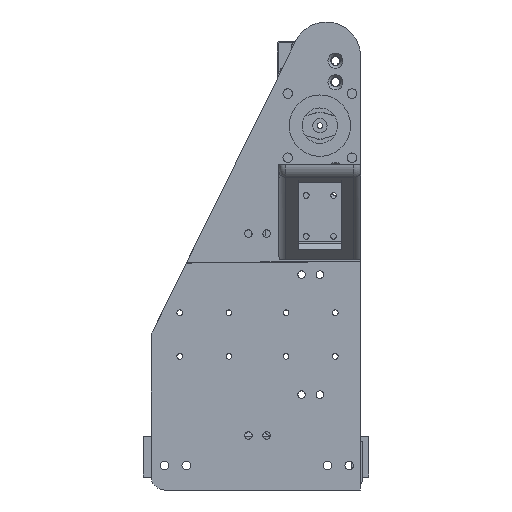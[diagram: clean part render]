
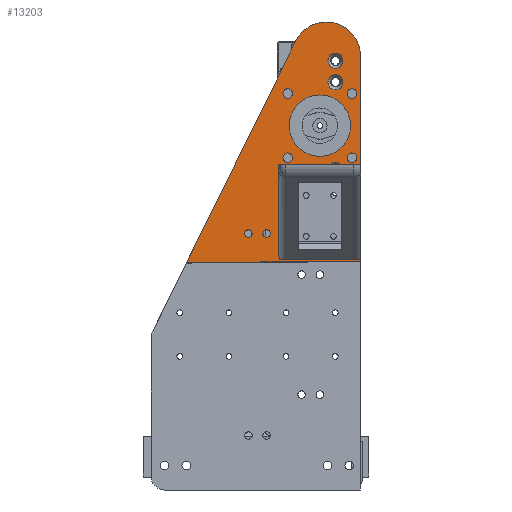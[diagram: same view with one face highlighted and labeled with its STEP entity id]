
A CAD part, left-side view. The second image highlights one B-rep face of the part: STEP entity #13203.
In plain terms, the highlighted face is planar.
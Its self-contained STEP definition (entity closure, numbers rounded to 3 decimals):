
#687=FACE_BOUND('',#2259,.T.);
#688=FACE_BOUND('',#2260,.T.);
#689=FACE_BOUND('',#2261,.T.);
#690=FACE_BOUND('',#2262,.T.);
#691=FACE_BOUND('',#2263,.T.);
#692=FACE_BOUND('',#2264,.T.);
#693=FACE_BOUND('',#2265,.T.);
#694=FACE_BOUND('',#2266,.T.);
#695=FACE_BOUND('',#2267,.T.);
#696=FACE_BOUND('',#2268,.T.);
#697=FACE_BOUND('',#2269,.T.);
#698=FACE_BOUND('',#2270,.T.);
#699=FACE_BOUND('',#2271,.T.);
#700=FACE_BOUND('',#2272,.T.);
#906=CIRCLE('',#14082,5.5);
#909=CIRCLE('',#14086,5.5);
#912=CIRCLE('',#14090,5.5);
#915=CIRCLE('',#14094,5.5);
#919=CIRCLE('',#14099,25.);
#924=CIRCLE('',#14109,2.75);
#926=CIRCLE('',#14112,2.75);
#931=CIRCLE('',#14120,22.5);
#940=CIRCLE('',#14137,2.1);
#941=CIRCLE('',#14139,2.1);
#942=CIRCLE('',#14141,2.1);
#944=CIRCLE('',#14154,3.5);
#945=CIRCLE('',#14156,3.5);
#946=CIRCLE('',#14158,3.5);
#947=CIRCLE('',#14160,3.5);
#1505=FACE_OUTER_BOUND('',#2258,.T.);
#2258=EDGE_LOOP('',(#9375,#9376,#9377,#9378));
#2259=EDGE_LOOP('',(#9379));
#2260=EDGE_LOOP('',(#9380));
#2261=EDGE_LOOP('',(#9381));
#2262=EDGE_LOOP('',(#9382));
#2263=EDGE_LOOP('',(#9383));
#2264=EDGE_LOOP('',(#9384));
#2265=EDGE_LOOP('',(#9385));
#2266=EDGE_LOOP('',(#9386));
#2267=EDGE_LOOP('',(#9387));
#2268=EDGE_LOOP('',(#9388));
#2269=EDGE_LOOP('',(#9389));
#2270=EDGE_LOOP('',(#9390));
#2271=EDGE_LOOP('',(#9391));
#2272=EDGE_LOOP('',(#9392));
#3215=LINE('',#19915,#4540);
#3216=LINE('',#19916,#4541);
#3217=LINE('',#19917,#4542);
#4540=VECTOR('',#15861,10.);
#4541=VECTOR('',#15862,10.);
#4542=VECTOR('',#15863,10.);
#5808=VERTEX_POINT('',#19722);
#5811=VERTEX_POINT('',#19730);
#5814=VERTEX_POINT('',#19738);
#5817=VERTEX_POINT('',#19746);
#5822=VERTEX_POINT('',#19757);
#5823=VERTEX_POINT('',#19759);
#5828=VERTEX_POINT('',#19779);
#5830=VERTEX_POINT('',#19785);
#5835=VERTEX_POINT('',#19800);
#5846=VERTEX_POINT('',#19831);
#5847=VERTEX_POINT('',#19835);
#5848=VERTEX_POINT('',#19839);
#5866=VERTEX_POINT('',#19897);
#5867=VERTEX_POINT('',#19901);
#5868=VERTEX_POINT('',#19905);
#5869=VERTEX_POINT('',#19909);
#5870=VERTEX_POINT('',#19913);
#5871=VERTEX_POINT('',#19914);
#7135=EDGE_CURVE('',#5808,#5808,#906,.T.);
#7139=EDGE_CURVE('',#5811,#5811,#909,.T.);
#7143=EDGE_CURVE('',#5814,#5814,#912,.T.);
#7147=EDGE_CURVE('',#5817,#5817,#915,.T.);
#7153=EDGE_CURVE('',#5822,#5823,#919,.T.);
#7163=EDGE_CURVE('',#5828,#5828,#924,.T.);
#7166=EDGE_CURVE('',#5830,#5830,#926,.T.);
#7173=EDGE_CURVE('',#5835,#5835,#931,.T.);
#7185=EDGE_CURVE('',#5846,#5846,#940,.T.);
#7187=EDGE_CURVE('',#5847,#5847,#941,.T.);
#7189=EDGE_CURVE('',#5848,#5848,#942,.T.);
#7218=EDGE_CURVE('',#5866,#5866,#944,.T.);
#7220=EDGE_CURVE('',#5867,#5867,#945,.T.);
#7222=EDGE_CURVE('',#5868,#5868,#946,.T.);
#7224=EDGE_CURVE('',#5869,#5869,#947,.T.);
#7226=EDGE_CURVE('',#5870,#5871,#3215,.T.);
#7227=EDGE_CURVE('',#5823,#5871,#3216,.T.);
#7228=EDGE_CURVE('',#5870,#5822,#3217,.T.);
#9375=ORIENTED_EDGE('',*,*,#7226,.T.);
#9376=ORIENTED_EDGE('',*,*,#7227,.F.);
#9377=ORIENTED_EDGE('',*,*,#7153,.F.);
#9378=ORIENTED_EDGE('',*,*,#7228,.F.);
#9379=ORIENTED_EDGE('',*,*,#7135,.T.);
#9380=ORIENTED_EDGE('',*,*,#7139,.T.);
#9381=ORIENTED_EDGE('',*,*,#7143,.T.);
#9382=ORIENTED_EDGE('',*,*,#7147,.T.);
#9383=ORIENTED_EDGE('',*,*,#7224,.T.);
#9384=ORIENTED_EDGE('',*,*,#7222,.T.);
#9385=ORIENTED_EDGE('',*,*,#7220,.T.);
#9386=ORIENTED_EDGE('',*,*,#7218,.T.);
#9387=ORIENTED_EDGE('',*,*,#7163,.T.);
#9388=ORIENTED_EDGE('',*,*,#7166,.T.);
#9389=ORIENTED_EDGE('',*,*,#7185,.T.);
#9390=ORIENTED_EDGE('',*,*,#7187,.T.);
#9391=ORIENTED_EDGE('',*,*,#7189,.T.);
#9392=ORIENTED_EDGE('',*,*,#7173,.T.);
#12725=PLANE('',#14161);
#13203=ADVANCED_FACE('',(#1505,#687,#688,#689,#690,#691,#692,#693,#694,
#695,#696,#697,#698,#699,#700),#12725,.F.);
#14082=AXIS2_PLACEMENT_3D('',#19723,#15652,#15653);
#14086=AXIS2_PLACEMENT_3D('',#19731,#15661,#15662);
#14090=AXIS2_PLACEMENT_3D('',#19739,#15670,#15671);
#14094=AXIS2_PLACEMENT_3D('',#19747,#15679,#15680);
#14099=AXIS2_PLACEMENT_3D('',#19760,#15691,#15692);
#14109=AXIS2_PLACEMENT_3D('',#19780,#15716,#15717);
#14112=AXIS2_PLACEMENT_3D('',#19786,#15723,#15724);
#14120=AXIS2_PLACEMENT_3D('',#19801,#15741,#15742);
#14137=AXIS2_PLACEMENT_3D('',#19832,#15778,#15779);
#14139=AXIS2_PLACEMENT_3D('',#19836,#15783,#15784);
#14141=AXIS2_PLACEMENT_3D('',#19840,#15788,#15789);
#14154=AXIS2_PLACEMENT_3D('',#19898,#15841,#15842);
#14156=AXIS2_PLACEMENT_3D('',#19902,#15846,#15847);
#14158=AXIS2_PLACEMENT_3D('',#19906,#15851,#15852);
#14160=AXIS2_PLACEMENT_3D('',#19910,#15856,#15857);
#14161=AXIS2_PLACEMENT_3D('',#19912,#15859,#15860);
#15652=DIRECTION('center_axis',(-1.,0.,0.));
#15653=DIRECTION('ref_axis',(0.,-1.,0.));
#15661=DIRECTION('center_axis',(-1.,0.,0.));
#15662=DIRECTION('ref_axis',(0.,-1.,0.));
#15670=DIRECTION('center_axis',(-1.,0.,0.));
#15671=DIRECTION('ref_axis',(0.,-1.,0.));
#15679=DIRECTION('center_axis',(-1.,0.,0.));
#15680=DIRECTION('ref_axis',(0.,-1.,0.));
#15691=DIRECTION('center_axis',(-1.,0.,0.));
#15692=DIRECTION('ref_axis',(0.,0.897,-0.442));
#15716=DIRECTION('center_axis',(-1.,0.,0.));
#15717=DIRECTION('ref_axis',(0.,-1.,0.));
#15723=DIRECTION('center_axis',(-1.,0.,0.));
#15724=DIRECTION('ref_axis',(0.,-1.,0.));
#15741=DIRECTION('center_axis',(-1.,0.,0.));
#15742=DIRECTION('ref_axis',(0.,-1.,0.));
#15778=DIRECTION('center_axis',(-1.,0.,0.));
#15779=DIRECTION('ref_axis',(0.,-1.,0.));
#15783=DIRECTION('center_axis',(-1.,0.,0.));
#15784=DIRECTION('ref_axis',(0.,-1.,0.));
#15788=DIRECTION('center_axis',(-1.,0.,0.));
#15789=DIRECTION('ref_axis',(0.,-1.,0.));
#15841=DIRECTION('center_axis',(-1.,0.,0.));
#15842=DIRECTION('ref_axis',(0.,-1.,0.));
#15846=DIRECTION('center_axis',(-1.,0.,0.));
#15847=DIRECTION('ref_axis',(0.,-1.,0.));
#15851=DIRECTION('center_axis',(-1.,0.,0.));
#15852=DIRECTION('ref_axis',(0.,-1.,0.));
#15856=DIRECTION('center_axis',(-1.,0.,0.));
#15857=DIRECTION('ref_axis',(0.,-1.,0.));
#15859=DIRECTION('center_axis',(-1.,0.,0.));
#15860=DIRECTION('ref_axis',(0.,1.,0.));
#15861=DIRECTION('',(0.,-1.,-0.009));
#15862=DIRECTION('',(0.,0.,1.));
#15863=DIRECTION('',(0.,-0.442,-0.897));
#19722=CARTESIAN_POINT('',(370.4,-186.75,-174.996));
#19723=CARTESIAN_POINT('Origin',(370.4,-192.25,-174.996));
#19730=CARTESIAN_POINT('',(370.4,-186.75,-110.871));
#19731=CARTESIAN_POINT('Origin',(370.4,-192.25,-110.871));
#19738=CARTESIAN_POINT('',(370.4,-186.75,-190.871));
#19739=CARTESIAN_POINT('Origin',(370.4,-192.25,-190.871));
#19746=CARTESIAN_POINT('',(370.4,-186.75,-94.996));
#19747=CARTESIAN_POINT('Origin',(370.4,-192.25,-94.996));
#19757=CARTESIAN_POINT('',(370.4,-163.121,-205.332));
#19759=CARTESIAN_POINT('',(370.4,-210.546,-194.499));
#19760=CARTESIAN_POINT('Origin',(370.4,-185.547,-194.285));
#19779=CARTESIAN_POINT('',(370.4,-139.,-64.));
#19780=CARTESIAN_POINT('Origin',(370.4,-141.75,-64.));
#19785=CARTESIAN_POINT('',(370.4,-125.6,-64.));
#19786=CARTESIAN_POINT('Origin',(370.4,-128.35,-64.));
#19800=CARTESIAN_POINT('',(370.4,-158.292,-143.235));
#19801=CARTESIAN_POINT('Origin',(370.4,-180.792,-143.235));
#19831=CARTESIAN_POINT('',(370.4,-188.692,-62.035));
#19832=CARTESIAN_POINT('Origin',(370.4,-190.792,-62.035));
#19835=CARTESIAN_POINT('',(370.4,-168.692,-92.035));
#19836=CARTESIAN_POINT('Origin',(370.4,-170.792,-92.035));
#19839=CARTESIAN_POINT('',(370.4,-168.692,-62.035));
#19840=CARTESIAN_POINT('Origin',(370.4,-170.792,-62.035));
#19897=CARTESIAN_POINT('',(370.4,-200.842,-166.785));
#19898=CARTESIAN_POINT('Origin',(370.4,-204.342,-166.785));
#19901=CARTESIAN_POINT('',(370.4,-153.742,-166.785));
#19902=CARTESIAN_POINT('Origin',(370.4,-157.242,-166.785));
#19905=CARTESIAN_POINT('',(370.4,-200.842,-119.685));
#19906=CARTESIAN_POINT('Origin',(370.4,-204.342,-119.685));
#19909=CARTESIAN_POINT('',(370.4,-153.742,-119.685));
#19910=CARTESIAN_POINT('Origin',(370.4,-157.242,-119.685));
#19912=CARTESIAN_POINT('Origin',(370.4,-133.798,-47.659));
#19913=CARTESIAN_POINT('',(370.4,-83.046,-42.774));
#19914=CARTESIAN_POINT('',(370.4,-210.546,-43.868));
#19915=CARTESIAN_POINT('',(370.4,-172.837,-43.544));
#19916=CARTESIAN_POINT('',(370.4,-210.546,-194.499));
#19917=CARTESIAN_POINT('',(370.4,-163.121,-205.332));
